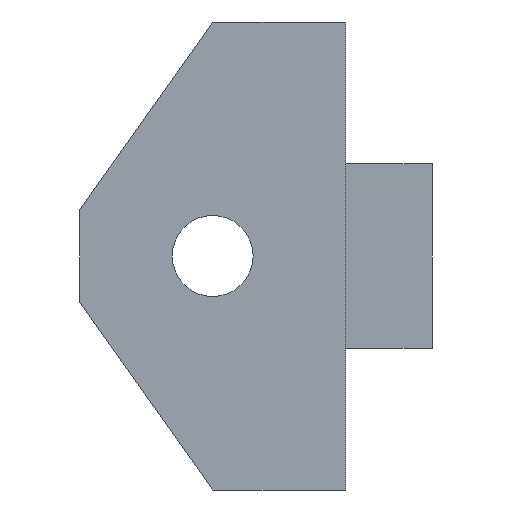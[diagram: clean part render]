
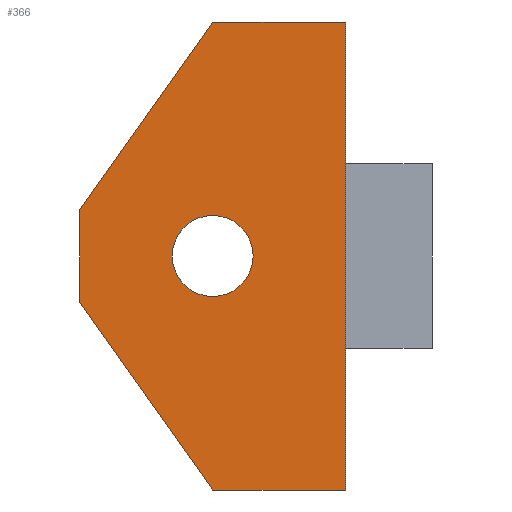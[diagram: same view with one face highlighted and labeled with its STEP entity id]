
A CAD part, left-side view. The second image highlights one B-rep face of the part: STEP entity #366.
In plain terms, the highlighted planar face has unit normal (-1, 0, 0).
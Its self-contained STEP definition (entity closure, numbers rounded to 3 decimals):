
#15=FACE_BOUND('',#60,.T.);
#20=CIRCLE('',#399,1.75);
#40=FACE_OUTER_BOUND('',#59,.T.);
#59=EDGE_LOOP('',(#312,#313,#314,#315,#316,#317));
#60=EDGE_LOOP('',(#318));
#90=LINE('',#561,#135);
#94=LINE('',#568,#139);
#97=LINE('',#574,#142);
#102=LINE('',#587,#147);
#105=LINE('',#593,#150);
#107=LINE('',#596,#152);
#135=VECTOR('',#460,10.);
#139=VECTOR('',#466,10.);
#142=VECTOR('',#471,10.);
#147=VECTOR('',#484,10.);
#150=VECTOR('',#489,10.);
#152=VECTOR('',#493,10.);
#173=VERTEX_POINT('',#558);
#174=VERTEX_POINT('',#560);
#176=VERTEX_POINT('',#566);
#178=VERTEX_POINT('',#572);
#180=VERTEX_POINT('',#578);
#182=VERTEX_POINT('',#585);
#184=VERTEX_POINT('',#591);
#214=EDGE_CURVE('',#174,#173,#90,.T.);
#218=EDGE_CURVE('',#176,#173,#94,.T.);
#221=EDGE_CURVE('',#176,#178,#97,.T.);
#224=EDGE_CURVE('',#180,#180,#20,.T.);
#228=EDGE_CURVE('',#178,#182,#102,.T.);
#231=EDGE_CURVE('',#182,#184,#105,.T.);
#233=EDGE_CURVE('',#184,#174,#107,.T.);
#312=ORIENTED_EDGE('',*,*,#221,.T.);
#313=ORIENTED_EDGE('',*,*,#228,.T.);
#314=ORIENTED_EDGE('',*,*,#231,.T.);
#315=ORIENTED_EDGE('',*,*,#233,.T.);
#316=ORIENTED_EDGE('',*,*,#214,.T.);
#317=ORIENTED_EDGE('',*,*,#218,.F.);
#318=ORIENTED_EDGE('',*,*,#224,.F.);
#347=PLANE('',#403);
#366=ADVANCED_FACE('',(#40,#15),#347,.F.);
#399=AXIS2_PLACEMENT_3D('',#580,#477,#478);
#403=AXIS2_PLACEMENT_3D('',#597,#494,#495);
#460=DIRECTION('',(0.,0.,-1.));
#466=DIRECTION('',(0.,0.578,0.816));
#471=DIRECTION('',(0.,-1.,0.));
#477=DIRECTION('center_axis',(-1.,0.,0.));
#478=DIRECTION('ref_axis',(0.,1.,0.));
#484=DIRECTION('',(0.,0.,1.));
#489=DIRECTION('',(0.,1.,0.));
#493=DIRECTION('',(0.,0.578,-0.816));
#494=DIRECTION('center_axis',(1.,0.,0.));
#495=DIRECTION('ref_axis',(0.,1.,0.));
#558=CARTESIAN_POINT('',(2.,-63.1,16.125));
#560=CARTESIAN_POINT('',(2.,-63.1,20.125));
#561=CARTESIAN_POINT('',(2.,-63.1,28.25));
#566=CARTESIAN_POINT('',(2.,-68.85,8.));
#568=CARTESIAN_POINT('',(2.,-68.85,8.));
#572=CARTESIAN_POINT('',(2.,-74.6,8.));
#574=CARTESIAN_POINT('',(2.,-63.1,8.));
#578=CARTESIAN_POINT('',(2.,-70.6,18.125));
#580=CARTESIAN_POINT('Origin',(2.,-68.85,18.125));
#585=CARTESIAN_POINT('',(2.,-74.6,28.25));
#587=CARTESIAN_POINT('',(2.,-74.6,8.));
#591=CARTESIAN_POINT('',(2.,-68.85,28.25));
#593=CARTESIAN_POINT('',(2.,-74.6,28.25));
#596=CARTESIAN_POINT('',(2.,-68.85,28.25));
#597=CARTESIAN_POINT('Origin',(2.,-68.85,18.125));
